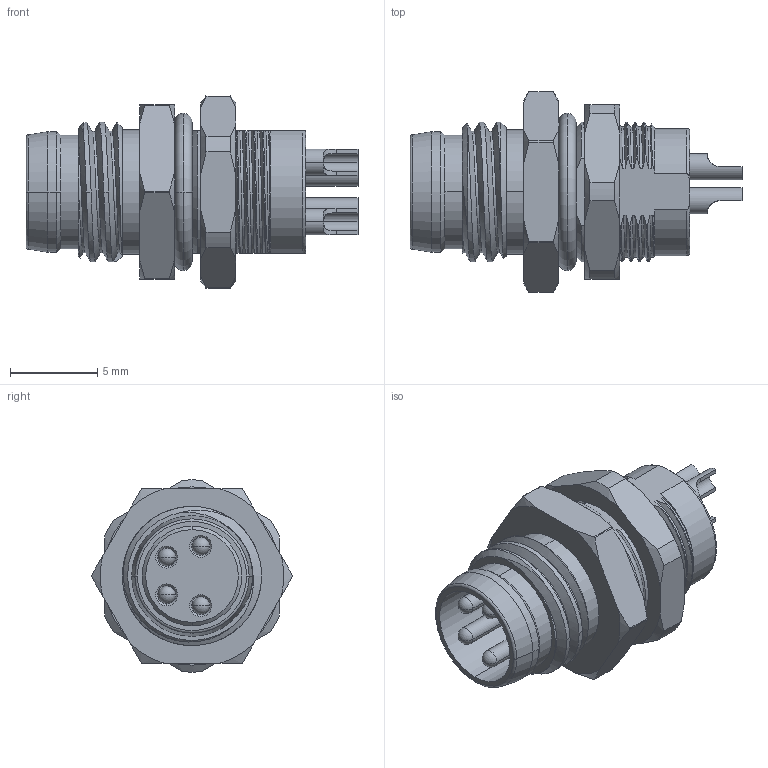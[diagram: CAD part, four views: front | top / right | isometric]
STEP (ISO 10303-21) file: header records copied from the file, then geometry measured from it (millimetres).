
FILE_DESCRIPTION((''),'2;1');
FILE_NAME('SHELL15_46','2025-09-21T',('gongcheng16'),(''),'PRO/ENGINEER BY PARAMETRIC TECHNOLOGY CORPORATION, 2010280','PRO/ENGINEER BY PARAMETRIC TECHNOLOGY CORPORATION, 2010280','');
FILE_SCHEMA(('CONFIG_CONTROL_DESIGN'));
Length unit declared in the file: millimetre
Products named in the file (1): SHELL15_46
Bounding box: 19 x 11.5 x 10.99 mm (x, y, z)
Volume: 320.9 mm3; surface area: 2012.2 mm2
Topology: 1 solids, 9 shells, 395 faces, 970 edges, 603 vertices
Faces by surface type: cylinder 148, cone 92, plane 72, bspline 63, torus 12, sphere 8
Entity records: 22188 total; most frequent: CARTESIAN_POINT 13322, ORIENTED_EDGE 1908, DIRECTION 1701, EDGE_CURVE 954, AXIS2_PLACEMENT_3D 674, VERTEX_POINT 603, EDGE_LOOP 435, FACE_OUTER_BOUND 395
